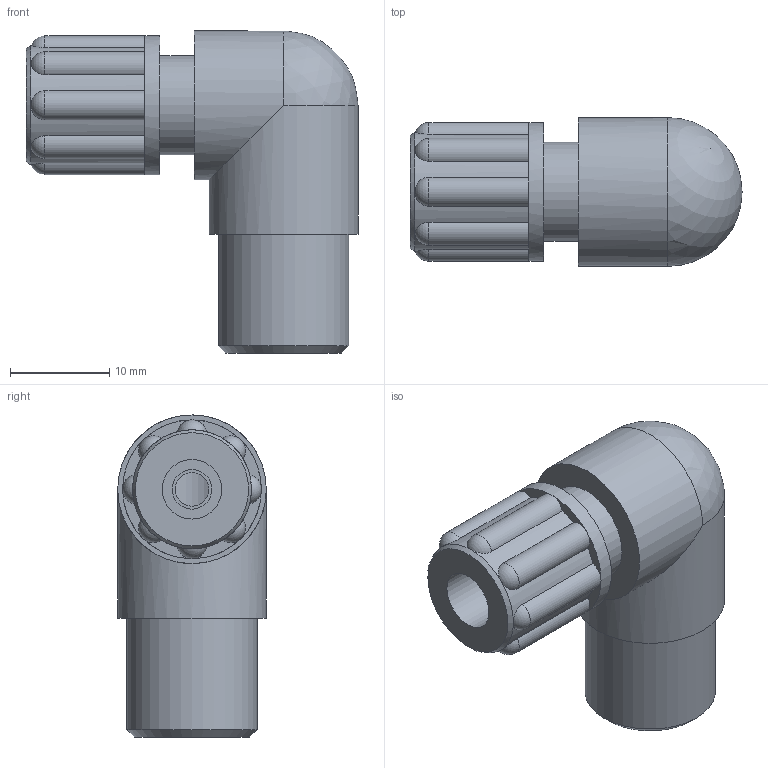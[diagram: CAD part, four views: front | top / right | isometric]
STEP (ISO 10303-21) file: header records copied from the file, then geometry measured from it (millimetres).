
FILE_DESCRIPTION(/* description */ (''),/* implementation_level */ '2;1');
FILE_NAME(/* name */ 'gck_144_pa.stp',/* time_stamp */ '2018-12-11T08:36:46+01:00',/* author */ ('leitheußer'),/* organization */ (''),/* preprocessor_version */ 'ST-DEVELOPER v15.6',/* originating_system */ 'Autodesk Inventor LT ',/* authorisation */ '');
FILE_SCHEMA (('AUTOMOTIVE_DESIGN { 1 0 10303 214 3 1 1 }'));
Length unit declared in the file: millimetre
Products named in the file (1): 1A200MG4014xx
Bounding box: 33.5 x 15 x 32.5 mm (x, y, z)
Volume: 6008.1 mm3; surface area: 3771.7 mm2
Topology: 1 solids, 1 shells, 52 faces, 117 edges, 71 vertices
Faces by surface type: cylinder 25, plane 16, sphere 9, cone 2
Full cylindrical faces by diameter (mm): 3.4 x1, 4 x1, 6 x1, 7 x1, 10 x1, 13.157 x1, 14 x1, 15 x2
Entity records: 1558 total; most frequent: CARTESIAN_POINT 428, DIRECTION 256, ORIENTED_EDGE 200, AXIS2_PLACEMENT_3D 120, EDGE_CURVE 100, EDGE_LOOP 70, CIRCLE 66, VERTEX_POINT 66
